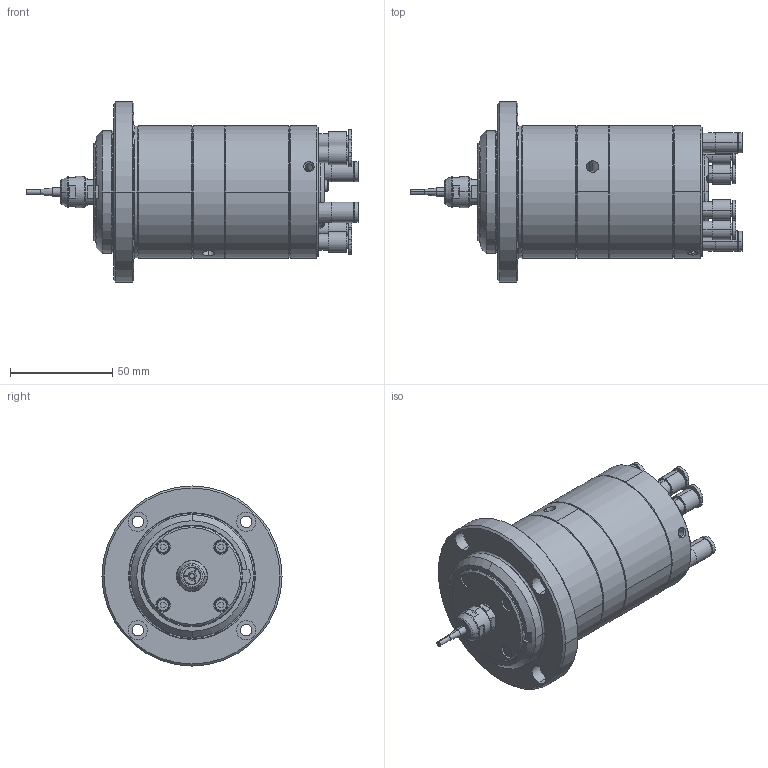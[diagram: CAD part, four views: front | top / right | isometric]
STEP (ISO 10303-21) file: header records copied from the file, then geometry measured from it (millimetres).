
FILE_DESCRIPTION (( 'STEP AP203' ), '1' );
FILE_NAME ('Xpeed1200.STEP', '2018-07-11T08:16:05', ( '' ), ( '' ), 'SwSTEP 2.0', 'SolidWorks 2013', '' );
FILE_SCHEMA (( 'CONFIG_CONTROL_DESIGN' ));
Length unit declared in the file: millimetre
Products named in the file (1): Xpeed1200
Bounding box: 162.27 x 88 x 88 mm (x, y, z)
Surface area: 62195.1 mm2 (no closed solid volume)
Topology: 0 solids, 36 shells, 393 faces, 1089 edges, 755 vertices
Faces by surface type: cylinder 158, plane 146, cone 75, bspline 14
Entity records: 18443 total; most frequent: CARTESIAN_POINT 8210, DIRECTION 2185, ORIENTED_EDGE 1910, EDGE_CURVE 1089, AXIS2_PLACEMENT_3D 840, VERTEX_POINT 755, LINE 505, VECTOR 505
